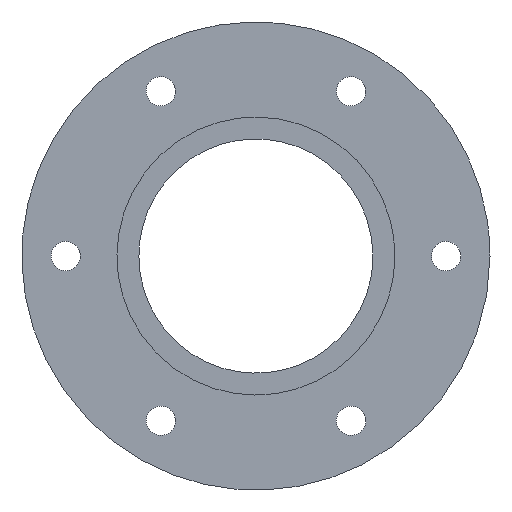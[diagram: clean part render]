
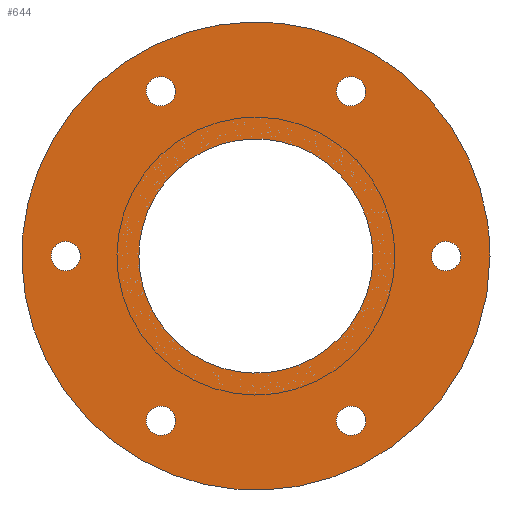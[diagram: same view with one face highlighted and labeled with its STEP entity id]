
A CAD part, front view. The second image highlights one B-rep face of the part: STEP entity #644.
In plain terms, the highlighted planar face has unit normal (0, -1, 0).
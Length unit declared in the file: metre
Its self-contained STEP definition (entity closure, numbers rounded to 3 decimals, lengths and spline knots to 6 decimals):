
#12 = CARTESIAN_POINT('NONE', (5.16128, 0, -0));
#13 = VERTEX_POINT('NONE', #12);
#16 = CARTESIAN_POINT('NONE', (2.58064, 0, 0.));
#17 = VERTEX_POINT('NONE', #16);
#20 = CARTESIAN_POINT('NONE', (4.51612, 0, 0.));
#21 = VERTEX_POINT('NONE', #20);
#24 = CARTESIAN_POINT('NONE', (2.41935, 0, 3.631712));
#25 = VERTEX_POINT('NONE', #24);
#28 = CARTESIAN_POINT('NONE', (-1.77419, 0, 3.631712));
#29 = VERTEX_POINT('NONE', #28);
#32 = CARTESIAN_POINT('NONE', (-3.87096, 0, 0.));
#33 = VERTEX_POINT('NONE', #32);
#36 = CARTESIAN_POINT('NONE', (-1.77419, 0, -3.631712));
#37 = VERTEX_POINT('NONE', #36);
#40 = CARTESIAN_POINT('NONE', (2.41935, 0, -3.631712));
#41 = VERTEX_POINT('NONE', #40);
#92 = CARTESIAN_POINT('NONE', (5.16128, 0, -0));
#93 = CARTESIAN_POINT('NONE', (5.16128, 0, -5.16128));
#94 = CARTESIAN_POINT('NONE', (0., 0, -5.16128));
#95 = CARTESIAN_POINT('NONE', (-5.16128, 0, -5.16128));
#96 = CARTESIAN_POINT('NONE', (-5.16128, 0, 0.));
#97 = CARTESIAN_POINT('NONE', (-5.16128, 0, 5.16128));
#98 = CARTESIAN_POINT('NONE', (0., 0, 5.16128));
#99 = CARTESIAN_POINT('NONE', (5.16128, 0, 5.16128));
#100 = CARTESIAN_POINT('NONE', (5.16128, 0, -0));
#101 = (
  BOUNDED_CURVE()
  B_SPLINE_CURVE(2, (#92, #93, #94, #95, #96, #97, #98, #99, #100), .UNSPECIFIED., .F., .F.)
  B_SPLINE_CURVE_WITH_KNOTS((3, 2, 2, 2, 3), (0, 0.25, 0.5, 0.75, 1), .UNSPECIFIED.)
  CURVE()
  GEOMETRIC_REPRESENTATION_ITEM()
  RATIONAL_B_SPLINE_CURVE((1, 0.707, 1, 0.707, 1, 0.707, 1, 0.707, 1))
  REPRESENTATION_ITEM('NONE')
);
#116 = CARTESIAN_POINT('NONE', (2.58064, 0, 0.));
#117 = CARTESIAN_POINT('NONE', (2.58064, 0, 2.58064));
#118 = CARTESIAN_POINT('NONE', (0., 0, 2.58064));
#119 = CARTESIAN_POINT('NONE', (-2.58064, 0, 2.58064));
#120 = CARTESIAN_POINT('NONE', (-2.58064, 0, 0.));
#121 = CARTESIAN_POINT('NONE', (-2.58064, 0, -2.58064));
#122 = CARTESIAN_POINT('NONE', (0., 0, -2.58064));
#123 = CARTESIAN_POINT('NONE', (2.58064, 0, -2.58064));
#124 = CARTESIAN_POINT('NONE', (2.58064, 0, 0.));
#125 = (
  BOUNDED_CURVE()
  B_SPLINE_CURVE(2, (#116, #117, #118, #119, #120, #121, #122, #123, #124), .UNSPECIFIED., .F., .F.)
  B_SPLINE_CURVE_WITH_KNOTS((3, 2, 2, 2, 3), (1, 1.25, 1.5, 1.75, 2), .UNSPECIFIED.)
  CURVE()
  GEOMETRIC_REPRESENTATION_ITEM()
  RATIONAL_B_SPLINE_CURVE((1, 0.707, 1, 0.707, 1, 0.707, 1, 0.707, 1))
  REPRESENTATION_ITEM('NONE')
);
#140 = CARTESIAN_POINT('NONE', (4.51612, 0, 0.));
#141 = CARTESIAN_POINT('NONE', (4.51612, 0, 0.32258));
#142 = CARTESIAN_POINT('NONE', (4.19354, 0, 0.32258));
#143 = CARTESIAN_POINT('NONE', (3.87096, 0, 0.32258));
#144 = CARTESIAN_POINT('NONE', (3.87096, 0, 0.));
#145 = CARTESIAN_POINT('NONE', (3.87096, 0, -0.32258));
#146 = CARTESIAN_POINT('NONE', (4.19354, 0, -0.32258));
#147 = CARTESIAN_POINT('NONE', (4.51612, 0, -0.32258));
#148 = CARTESIAN_POINT('NONE', (4.51612, 0, 0.));
#149 = (
  BOUNDED_CURVE()
  B_SPLINE_CURVE(2, (#140, #141, #142, #143, #144, #145, #146, #147, #148), .UNSPECIFIED., .F., .F.)
  B_SPLINE_CURVE_WITH_KNOTS((3, 2, 2, 2, 3), (2, 2.25, 2.5, 2.75, 3), .UNSPECIFIED.)
  CURVE()
  GEOMETRIC_REPRESENTATION_ITEM()
  RATIONAL_B_SPLINE_CURVE((1, 0.707, 1, 0.707, 1, 0.707, 1, 0.707, 1))
  REPRESENTATION_ITEM('NONE')
);
#164 = CARTESIAN_POINT('NONE', (2.41935, 0, 3.631712));
#165 = CARTESIAN_POINT('NONE', (2.41935, 0, 3.954292));
#166 = CARTESIAN_POINT('NONE', (2.09677, 0, 3.954292));
#167 = CARTESIAN_POINT('NONE', (1.77419, 0, 3.954292));
#168 = CARTESIAN_POINT('NONE', (1.77419, 0, 3.631712));
#169 = CARTESIAN_POINT('NONE', (1.77419, 0, 3.309132));
#170 = CARTESIAN_POINT('NONE', (2.09677, 0, 3.309132));
#171 = CARTESIAN_POINT('NONE', (2.41935, 0, 3.309132));
#172 = CARTESIAN_POINT('NONE', (2.41935, 0, 3.631712));
#173 = (
  BOUNDED_CURVE()
  B_SPLINE_CURVE(2, (#164, #165, #166, #167, #168, #169, #170, #171, #172), .UNSPECIFIED., .F., .F.)
  B_SPLINE_CURVE_WITH_KNOTS((3, 2, 2, 2, 3), (3, 3.25, 3.5, 3.75, 4), .UNSPECIFIED.)
  CURVE()
  GEOMETRIC_REPRESENTATION_ITEM()
  RATIONAL_B_SPLINE_CURVE((1, 0.707, 1, 0.707, 1, 0.707, 1, 0.707, 1))
  REPRESENTATION_ITEM('NONE')
);
#188 = CARTESIAN_POINT('NONE', (-1.77419, 0, 3.631712));
#189 = CARTESIAN_POINT('NONE', (-1.77419, 0, 3.954292));
#190 = CARTESIAN_POINT('NONE', (-2.09677, 0, 3.954292));
#191 = CARTESIAN_POINT('NONE', (-2.41935, 0, 3.954292));
#192 = CARTESIAN_POINT('NONE', (-2.41935, 0, 3.631712));
#193 = CARTESIAN_POINT('NONE', (-2.41935, 0, 3.309132));
#194 = CARTESIAN_POINT('NONE', (-2.09677, 0, 3.309132));
#195 = CARTESIAN_POINT('NONE', (-1.77419, 0, 3.309132));
#196 = CARTESIAN_POINT('NONE', (-1.77419, 0, 3.631712));
#197 = (
  BOUNDED_CURVE()
  B_SPLINE_CURVE(2, (#188, #189, #190, #191, #192, #193, #194, #195, #196), .UNSPECIFIED., .F., .F.)
  B_SPLINE_CURVE_WITH_KNOTS((3, 2, 2, 2, 3), (4, 4.25, 4.5, 4.75, 5), .UNSPECIFIED.)
  CURVE()
  GEOMETRIC_REPRESENTATION_ITEM()
  RATIONAL_B_SPLINE_CURVE((1, 0.707, 1, 0.707, 1, 0.707, 1, 0.707, 1))
  REPRESENTATION_ITEM('NONE')
);
#212 = CARTESIAN_POINT('NONE', (-3.87096, 0, 0.));
#213 = CARTESIAN_POINT('NONE', (-3.87096, 0, 0.32258));
#214 = CARTESIAN_POINT('NONE', (-4.19354, 0, 0.32258));
#215 = CARTESIAN_POINT('NONE', (-4.51612, 0, 0.32258));
#216 = CARTESIAN_POINT('NONE', (-4.51612, 0, 0.));
#217 = CARTESIAN_POINT('NONE', (-4.51612, 0, -0.32258));
#218 = CARTESIAN_POINT('NONE', (-4.19354, 0, -0.32258));
#219 = CARTESIAN_POINT('NONE', (-3.87096, 0, -0.32258));
#220 = CARTESIAN_POINT('NONE', (-3.87096, 0, 0.));
#221 = (
  BOUNDED_CURVE()
  B_SPLINE_CURVE(2, (#212, #213, #214, #215, #216, #217, #218, #219, #220), .UNSPECIFIED., .F., .F.)
  B_SPLINE_CURVE_WITH_KNOTS((3, 2, 2, 2, 3), (5, 5.25, 5.5, 5.75, 6), .UNSPECIFIED.)
  CURVE()
  GEOMETRIC_REPRESENTATION_ITEM()
  RATIONAL_B_SPLINE_CURVE((1, 0.707, 1, 0.707, 1, 0.707, 1, 0.707, 1))
  REPRESENTATION_ITEM('NONE')
);
#236 = CARTESIAN_POINT('NONE', (-1.77419, 0, -3.631712));
#237 = CARTESIAN_POINT('NONE', (-1.77419, 0, -3.309132));
#238 = CARTESIAN_POINT('NONE', (-2.09677, 0, -3.309132));
#239 = CARTESIAN_POINT('NONE', (-2.41935, 0, -3.309132));
#240 = CARTESIAN_POINT('NONE', (-2.41935, 0, -3.631712));
#241 = CARTESIAN_POINT('NONE', (-2.41935, 0, -3.954292));
#242 = CARTESIAN_POINT('NONE', (-2.09677, 0, -3.954292));
#243 = CARTESIAN_POINT('NONE', (-1.77419, 0, -3.954292));
#244 = CARTESIAN_POINT('NONE', (-1.77419, 0, -3.631712));
#245 = (
  BOUNDED_CURVE()
  B_SPLINE_CURVE(2, (#236, #237, #238, #239, #240, #241, #242, #243, #244), .UNSPECIFIED., .F., .F.)
  B_SPLINE_CURVE_WITH_KNOTS((3, 2, 2, 2, 3), (6, 6.25, 6.5, 6.75, 7), .UNSPECIFIED.)
  CURVE()
  GEOMETRIC_REPRESENTATION_ITEM()
  RATIONAL_B_SPLINE_CURVE((1, 0.707, 1, 0.707, 1, 0.707, 1, 0.707, 1))
  REPRESENTATION_ITEM('NONE')
);
#260 = CARTESIAN_POINT('NONE', (2.41935, 0, -3.631712));
#261 = CARTESIAN_POINT('NONE', (2.41935, 0, -3.309132));
#262 = CARTESIAN_POINT('NONE', (2.09677, 0, -3.309132));
#263 = CARTESIAN_POINT('NONE', (1.77419, 0, -3.309132));
#264 = CARTESIAN_POINT('NONE', (1.77419, 0, -3.631712));
#265 = CARTESIAN_POINT('NONE', (1.77419, 0, -3.954292));
#266 = CARTESIAN_POINT('NONE', (2.09677, 0, -3.954292));
#267 = CARTESIAN_POINT('NONE', (2.41935, 0, -3.954292));
#268 = CARTESIAN_POINT('NONE', (2.41935, 0, -3.631712));
#269 = (
  BOUNDED_CURVE()
  B_SPLINE_CURVE(2, (#260, #261, #262, #263, #264, #265, #266, #267, #268), .UNSPECIFIED., .F., .F.)
  B_SPLINE_CURVE_WITH_KNOTS((3, 2, 2, 2, 3), (7, 7.25, 7.5, 7.75, 8), .UNSPECIFIED.)
  CURVE()
  GEOMETRIC_REPRESENTATION_ITEM()
  RATIONAL_B_SPLINE_CURVE((1, 0.707, 1, 0.707, 1, 0.707, 1, 0.707, 1))
  REPRESENTATION_ITEM('NONE')
);
#290 = EDGE_CURVE('NONE', #13, #13, #101, .T.);
#293 = EDGE_CURVE('NONE', #17, #17, #125, .T.);
#296 = EDGE_CURVE('NONE', #21, #21, #149, .T.);
#299 = EDGE_CURVE('NONE', #25, #25, #173, .T.);
#302 = EDGE_CURVE('NONE', #29, #29, #197, .T.);
#305 = EDGE_CURVE('NONE', #33, #33, #221, .T.);
#308 = EDGE_CURVE('NONE', #37, #37, #245, .T.);
#311 = EDGE_CURVE('NONE', #41, #41, #269, .T.);
#372 = ORIENTED_EDGE('NONE', *, *, #290, .T.);
#373 = EDGE_LOOP('NONE', (#372));
#374 = ORIENTED_EDGE('NONE', *, *, #293, .T.);
#375 = EDGE_LOOP('NONE', (#374));
#376 = ORIENTED_EDGE('NONE', *, *, #296, .T.);
#377 = EDGE_LOOP('NONE', (#376));
#378 = ORIENTED_EDGE('NONE', *, *, #299, .T.);
#379 = EDGE_LOOP('NONE', (#378));
#380 = ORIENTED_EDGE('NONE', *, *, #302, .T.);
#381 = EDGE_LOOP('NONE', (#380));
#382 = ORIENTED_EDGE('NONE', *, *, #305, .T.);
#383 = EDGE_LOOP('NONE', (#382));
#384 = ORIENTED_EDGE('NONE', *, *, #308, .T.);
#385 = EDGE_LOOP('NONE', (#384));
#386 = ORIENTED_EDGE('NONE', *, *, #311, .T.);
#387 = EDGE_LOOP('NONE', (#386));
#602 = CARTESIAN_POINT('NONE', (0, 0, -0));
#603 = DIRECTION('NONE', (0, 1, 0));
#604 = AXIS2_PLACEMENT_3D('NONE', #602, #603, $);
#605 = PLANE('NONE', #604);
#636 = FACE_OUTER_BOUND('NONE', #373, .F.);
#637 = FACE_BOUND('NONE', #375, .F.);
#638 = FACE_BOUND('NONE', #377, .F.);
#639 = FACE_BOUND('NONE', #379, .F.);
#640 = FACE_BOUND('NONE', #381, .F.);
#641 = FACE_BOUND('NONE', #383, .F.);
#642 = FACE_BOUND('NONE', #385, .F.);
#643 = FACE_BOUND('NONE', #387, .F.);
#644 = ADVANCED_FACE('NONE', (#636, #637, #638, #639, #640, #641, #642, #643), #605, .F.);
